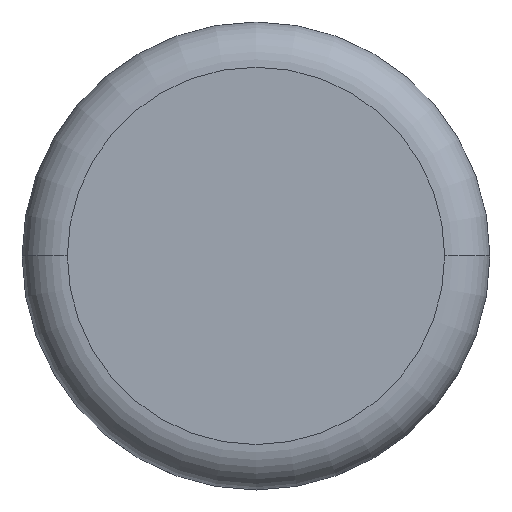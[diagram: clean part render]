
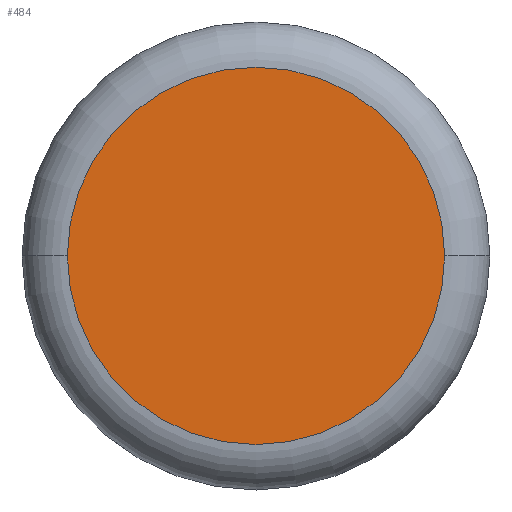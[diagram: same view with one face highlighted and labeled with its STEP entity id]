
A CAD part, top view. The second image highlights one B-rep face of the part: STEP entity #484.
In plain terms, the highlighted planar face has unit normal (0, 0, 1).
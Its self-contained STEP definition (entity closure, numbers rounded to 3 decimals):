
#404=EDGE_CURVE('',#498,#568,#816,.T.);
#468=EDGE_CURVE('',#568,#498,#889,.T.);
#484=ADVANCED_FACE('',(#908),#909,.T.);
#498=VERTEX_POINT('',#925);
#568=VERTEX_POINT('',#999);
#816=CIRCLE('',#1307,12.5);
#889=CIRCLE('',#1422,12.5);
#908=FACE_OUTER_BOUND('',#1448,.T.);
#909=PLANE('',#1449);
#925=CARTESIAN_POINT('',(12.5,0.,27.0));
#999=CARTESIAN_POINT('',(-12.5,0.,27.0));
#1307=AXIS2_PLACEMENT_3D('',#1858,#1859,#1860);
#1422=AXIS2_PLACEMENT_3D('',#1965,#1966,#1967);
#1448=EDGE_LOOP('',(#2000,#2001));
#1449=AXIS2_PLACEMENT_3D('',#2002,#2003,#2004);
#1858=CARTESIAN_POINT('',(0.0,0.,27.0));
#1859=DIRECTION('',(-0.0,0.0,-1.0));
#1860=DIRECTION('',(-1.0,0.0,0.0));
#1965=CARTESIAN_POINT('',(0.0,0.,27.0));
#1966=DIRECTION('',(-0.0,0.0,-1.0));
#1967=DIRECTION('',(-1.0,0.0,0.0));
#2000=ORIENTED_EDGE('',*,*,#404,.F.);
#2001=ORIENTED_EDGE('',*,*,#468,.F.);
#2002=CARTESIAN_POINT('',(-7.0,0.,27.0));
#2003=DIRECTION('',(0.0,0.0,1.0));
#2004=DIRECTION('',(-1.0,0.,0.0));
